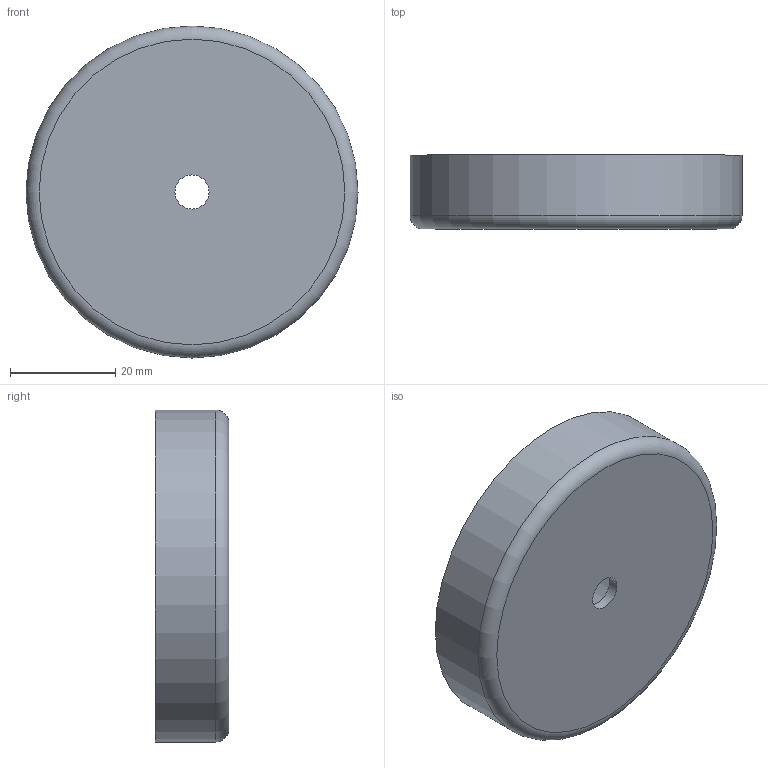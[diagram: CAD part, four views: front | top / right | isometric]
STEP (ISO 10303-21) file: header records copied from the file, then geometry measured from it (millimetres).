
FILE_DESCRIPTION(/* description */ (''),/* implementation_level */ '2;1');
FILE_NAME(/* name */ 'GM16605 -.stp',/* time_stamp */ '2019-09-25T14:34:03+02:00',/* author */ ('PV'),/* organization */ (''),/* preprocessor_version */ 'ST-DEVELOPER v17.2',/* originating_system */ 'Autodesk Inventor 2019',/* authorisation */ '');
FILE_SCHEMA (('AUTOMOTIVE_DESIGN { 1 0 10303 214 3 1 1 }'));
Length unit declared in the file: millimetre
Products named in the file (4): GM16605; E0120404; E0120405; E0120406
Assembly tree (3 placements, depth 2):
  GM16605
    E0120404
    E0120405
    E0120406
Bounding box: 63 x 14 x 63 mm (x, y, z)
Volume: 37885.6 mm3; surface area: 22944.3 mm2
Topology: 3 solids, 3 shells, 17 faces, 47 edges, 37 vertices
Faces by surface type: cylinder 7, plane 7, torus 3
Full cylindrical faces by diameter (mm): 6.5 x1, 24 x1, 57.6 x2, 59 x2, 63 x1
Entity records: 774 total; most frequent: DIRECTION 135, CARTESIAN_POINT 108, ORIENTED_EDGE 94, AXIS2_PLACEMENT_3D 64, EDGE_CURVE 47, CIRCLE 40, VERTEX_POINT 37, EDGE_LOOP 24
